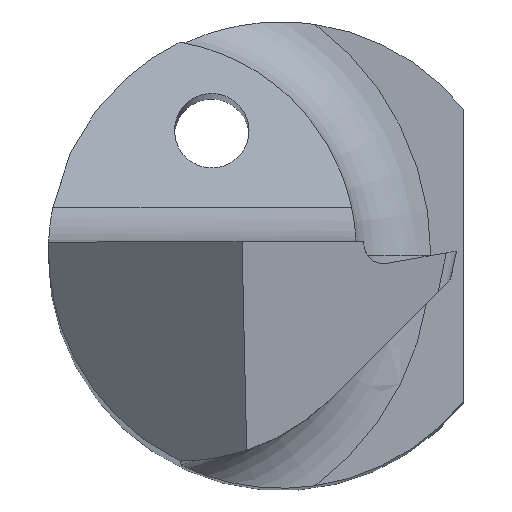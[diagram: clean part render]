
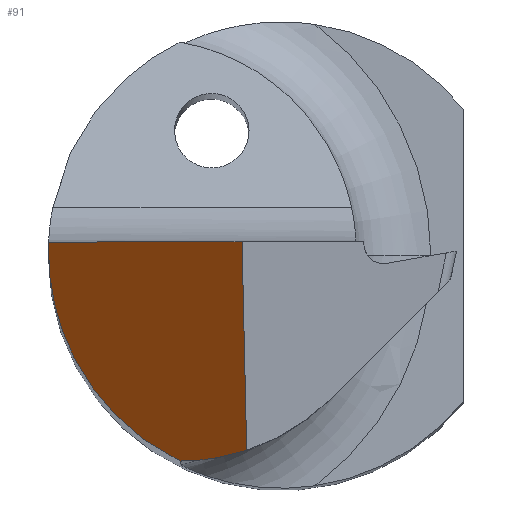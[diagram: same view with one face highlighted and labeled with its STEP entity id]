
A CAD part, top view. The second image highlights one B-rep face of the part: STEP entity #91.
In plain terms, the highlighted planar face has unit normal (-0.706, -0.052, 0.706).
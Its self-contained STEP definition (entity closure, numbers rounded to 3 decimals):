
#6 = EDGE_CURVE ( 'NONE', #263, #663, #378, .T. ) ;
#16 = PLANE ( 'NONE',  #819 ) ;
#25 = CARTESIAN_POINT ( 'NONE',  ( -0.846, -2.251, 39.334 ) ) ;
#34 = CARTESIAN_POINT ( 'NONE',  ( -2.498, 0.1, 37.857 ) ) ;
#44 = VERTEX_POINT ( 'NONE', #336 ) ;
#45 = CARTESIAN_POINT ( 'NONE',  ( -0.606, -2.212, 39.577 ) ) ;
#91 = ADVANCED_FACE ( 'NONE', ( #713 ), #16, .T. ) ;
#155 = ORIENTED_EDGE ( 'NONE', *, *, #6, .F. ) ;
#157 = CARTESIAN_POINT ( 'NONE',  ( -2.5, -0.985, 37.774 ) ) ;
#171 = CARTESIAN_POINT ( 'NONE',  ( -0.425, 0.1, 39.93 ) ) ;
#223 = EDGE_LOOP ( 'NONE', ( #155, #668, #785, #881, #829 ) ) ;
#256 = CARTESIAN_POINT ( 'NONE',  ( -2.5, 0.033, 37.85 ) ) ;
#263 = VERTEX_POINT ( 'NONE', #642 ) ;
#294 = DIRECTION ( 'NONE',  ( -0.706, -0.052, 0.706 ) ) ;
#304 = VECTOR ( 'NONE', #812, 1000. ) ;
#316 = CARTESIAN_POINT ( 'NONE',  ( -1.09, -2.25, 39.091 ) ) ;
#320 = CARTESIAN_POINT ( 'NONE',  ( -2.5, 0., 37.848 ) ) ;
#336 = CARTESIAN_POINT ( 'NONE',  ( -0.375, -2.137, 39.814 ) ) ;
#378 =( BOUNDED_CURVE ( )  B_SPLINE_CURVE ( 3, ( #776, #915, #157, #771 ),
 .UNSPECIFIED., .F., .T. ) 
 B_SPLINE_CURVE_WITH_KNOTS ( ( 4, 4 ),
 ( 5.237, 6.357 ),
 .UNSPECIFIED. ) 
 CURVE ( )  GEOMETRIC_REPRESENTATION_ITEM ( )  RATIONAL_B_SPLINE_CURVE ( ( 1., 0.898, 0.898, 1. ) ) 
 REPRESENTATION_ITEM ( '' )  );
#379 = EDGE_CURVE ( 'NONE', #663, #444, #676, .T. ) ;
#388 = VECTOR ( 'NONE', #877, 1000. ) ;
#395 = EDGE_CURVE ( 'NONE', #44, #516, #533, .T. ) ;
#433 = EDGE_CURVE ( 'NONE', #444, #516, #850, .T. ) ;
#444 = VERTEX_POINT ( 'NONE', #34 ) ;
#516 = VERTEX_POINT ( 'NONE', #171 ) ;
#533 = LINE ( 'NONE', #892, #304 ) ;
#604 =( BOUNDED_CURVE ( )  B_SPLINE_CURVE ( 3, ( #660, #45, #25, #316 ),
 .UNSPECIFIED., .F., .T. ) 
 B_SPLINE_CURVE_WITH_KNOTS ( ( 4, 4 ),
 ( 1.329, 1.647 ),
 .UNSPECIFIED. ) 
 CURVE ( )  GEOMETRIC_REPRESENTATION_ITEM ( )  RATIONAL_B_SPLINE_CURVE ( ( 1., 0.992, 0.992, 1. ) ) 
 REPRESENTATION_ITEM ( '' )  );
#642 = CARTESIAN_POINT ( 'NONE',  ( -1.09, -2.25, 39.091 ) ) ;
#648 = CARTESIAN_POINT ( 'NONE',  ( -1.425, 0.1, 38.93 ) ) ;
#660 = CARTESIAN_POINT ( 'NONE',  ( -0.375, -2.137, 39.814 ) ) ;
#663 = VERTEX_POINT ( 'NONE', #893 ) ;
#668 = ORIENTED_EDGE ( 'NONE', *, *, #769, .F. ) ;
#676 =( BOUNDED_CURVE ( )  B_SPLINE_CURVE ( 3, ( #320, #256, #683, #805 ),
 .UNSPECIFIED., .F., .T. ) 
 B_SPLINE_CURVE_WITH_KNOTS ( ( 4, 4 ),
 ( 0.074, 0.114 ),
 .UNSPECIFIED. ) 
 CURVE ( )  GEOMETRIC_REPRESENTATION_ITEM ( )  RATIONAL_B_SPLINE_CURVE ( ( 1., 1., 1., 1. ) ) 
 REPRESENTATION_ITEM ( '' )  );
#683 = CARTESIAN_POINT ( 'NONE',  ( -2.499, 0.067, 37.853 ) ) ;
#713 = FACE_OUTER_BOUND ( 'NONE', #223, .T. ) ;
#769 = EDGE_CURVE ( 'NONE', #44, #263, #604, .T. ) ;
#771 = CARTESIAN_POINT ( 'NONE',  ( -2.5, 0., 37.848 ) ) ;
#776 = CARTESIAN_POINT ( 'NONE',  ( -1.09, -2.25, 39.091 ) ) ;
#785 = ORIENTED_EDGE ( 'NONE', *, *, #395, .T. ) ;
#795 = CARTESIAN_POINT ( 'NONE',  ( -1.425, 0.1, 38.93 ) ) ;
#805 = CARTESIAN_POINT ( 'NONE',  ( -2.498, 0.1, 37.857 ) ) ;
#812 = DIRECTION ( 'NONE',  ( -0.022, 0.998, 0.052 ) ) ;
#819 = AXIS2_PLACEMENT_3D ( 'NONE', #648, #294, #857 ) ;
#829 = ORIENTED_EDGE ( 'NONE', *, *, #379, .F. ) ;
#850 = LINE ( 'NONE', #795, #388 ) ;
#857 = DIRECTION ( 'NONE',  ( 0.707, 0., 0.707 ) ) ;
#877 = DIRECTION ( 'NONE',  ( 0.707, 0., 0.707 ) ) ;
#881 = ORIENTED_EDGE ( 'NONE', *, *, #433, .F. ) ;
#892 = CARTESIAN_POINT ( 'NONE',  ( -0.423, 0.02, 39.926 ) ) ;
#893 = CARTESIAN_POINT ( 'NONE',  ( -2.5, 0., 37.848 ) ) ;
#915 = CARTESIAN_POINT ( 'NONE',  ( -1.977, -1.82, 38.236 ) ) ;
